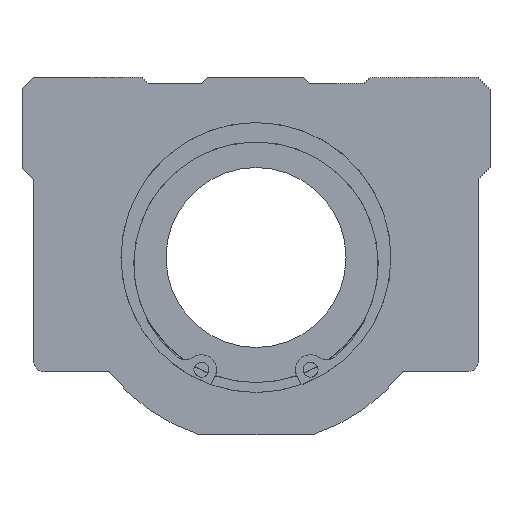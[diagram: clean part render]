
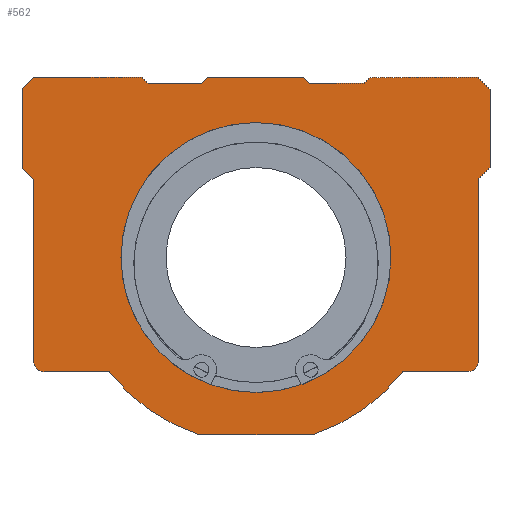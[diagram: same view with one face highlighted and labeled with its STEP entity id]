
A CAD part, left-side view. The second image highlights one B-rep face of the part: STEP entity #562.
In plain terms, the highlighted planar face has unit normal (-1, 0, 0).
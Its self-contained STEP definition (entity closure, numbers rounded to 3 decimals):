
#485=CIRCLE('',#4486,22.5);
#487=CIRCLE('',#4494,1.5);
#492=CIRCLE('',#4501,1.5);
#493=CIRCLE('',#4503,31.);
#494=CIRCLE('',#4504,31.);
#562=ADVANCED_FACE('',(#943,#944),#788,.F.);
#788=PLANE('',#4505);
#943=FACE_BOUND('',#1087,.T.);
#944=FACE_BOUND('',#1088,.T.);
#1087=EDGE_LOOP('',(#2300,#2301,#2302,#2303,#2304,#2305,#2306,#2307,#2308,
#2309,#2310,#2311,#2312,#2313,#2314,#2315,#2316,#2317,#2318,#2319,#2320,
#2321,#2322,#2323));
#1088=EDGE_LOOP('',(#2324));
#1323=LINE('',#5789,#1603);
#1359=LINE('',#6199,#1639);
#1376=LINE('',#6489,#1656);
#1378=LINE('',#6494,#1658);
#1384=LINE('',#6513,#1664);
#1386=LINE('',#6524,#1666);
#1413=LINE('',#6715,#1693);
#1419=LINE('',#6729,#1699);
#1422=LINE('',#6734,#1702);
#1425=LINE('',#6740,#1705);
#1426=LINE('',#6742,#1706);
#1438=LINE('',#6776,#1718);
#1439=LINE('',#6779,#1719);
#1440=LINE('',#6781,#1720);
#1441=LINE('',#6783,#1721);
#1442=LINE('',#6784,#1722);
#1443=LINE('',#6785,#1723);
#1444=LINE('',#6786,#1724);
#1445=LINE('',#6788,#1725);
#1446=LINE('',#6790,#1726);
#1603=VECTOR('',#4659,1.);
#1639=VECTOR('',#4697,1.);
#1656=VECTOR('',#4720,1.);
#1658=VECTOR('',#4724,1.);
#1664=VECTOR('',#4738,1.);
#1666=VECTOR('',#4748,1.);
#1693=VECTOR('',#4985,1.);
#1699=VECTOR('',#4993,1.);
#1702=VECTOR('',#4998,1.);
#1705=VECTOR('',#5003,1.);
#1706=VECTOR('',#5006,1.);
#1718=VECTOR('',#5042,1.);
#1719=VECTOR('',#5045,1.);
#1720=VECTOR('',#5046,1.);
#1721=VECTOR('',#5047,1.);
#1722=VECTOR('',#5048,1.);
#1723=VECTOR('',#5049,1.);
#1724=VECTOR('',#5050,1.);
#1725=VECTOR('',#5051,1.);
#1726=VECTOR('',#5052,1.);
#2300=ORIENTED_EDGE('',*,*,#3764,.F.);
#2301=ORIENTED_EDGE('',*,*,#3647,.F.);
#2302=ORIENTED_EDGE('',*,*,#3779,.F.);
#2303=ORIENTED_EDGE('',*,*,#3780,.F.);
#2304=ORIENTED_EDGE('',*,*,#3781,.F.);
#2305=ORIENTED_EDGE('',*,*,#3638,.F.);
#2306=ORIENTED_EDGE('',*,*,#3778,.F.);
#2307=ORIENTED_EDGE('',*,*,#3600,.F.);
#2308=ORIENTED_EDGE('',*,*,#3782,.F.);
#2309=ORIENTED_EDGE('',*,*,#3783,.F.);
#2310=ORIENTED_EDGE('',*,*,#3784,.F.);
#2311=ORIENTED_EDGE('',*,*,#3636,.F.);
#2312=ORIENTED_EDGE('',*,*,#3785,.F.);
#2313=ORIENTED_EDGE('',*,*,#3760,.F.);
#2314=ORIENTED_EDGE('',*,*,#3753,.F.);
#2315=ORIENTED_EDGE('',*,*,#3756,.F.);
#2316=ORIENTED_EDGE('',*,*,#3747,.F.);
#2317=ORIENTED_EDGE('',*,*,#3759,.F.);
#2318=ORIENTED_EDGE('',*,*,#3786,.F.);
#2319=ORIENTED_EDGE('',*,*,#3652,.F.);
#2320=ORIENTED_EDGE('',*,*,#3787,.F.);
#2321=ORIENTED_EDGE('',*,*,#3788,.F.);
#2322=ORIENTED_EDGE('',*,*,#3789,.F.);
#2323=ORIENTED_EDGE('',*,*,#3535,.F.);
#2324=ORIENTED_EDGE('',*,*,#3746,.T.);
#3140=VERTEX_POINT('',#5787);
#3142=VERTEX_POINT('',#5790);
#3204=VERTEX_POINT('',#6194);
#3206=VERTEX_POINT('',#6198);
#3240=VERTEX_POINT('',#6484);
#3242=VERTEX_POINT('',#6488);
#3243=VERTEX_POINT('',#6492);
#3245=VERTEX_POINT('',#6495);
#3251=VERTEX_POINT('',#6508);
#3253=VERTEX_POINT('',#6512);
#3257=VERTEX_POINT('',#6522);
#3259=VERTEX_POINT('',#6525);
#3317=VERTEX_POINT('',#6713);
#3318=VERTEX_POINT('',#6716);
#3319=VERTEX_POINT('',#6717);
#3324=VERTEX_POINT('',#6728);
#3325=VERTEX_POINT('',#6730);
#3327=VERTEX_POINT('',#6739);
#3328=VERTEX_POINT('',#6743);
#3337=VERTEX_POINT('',#6775);
#3338=VERTEX_POINT('',#6777);
#3339=VERTEX_POINT('',#6780);
#3340=VERTEX_POINT('',#6782);
#3341=VERTEX_POINT('',#6787);
#3342=VERTEX_POINT('',#6789);
#3535=EDGE_CURVE('',#3140,#3142,#1323,.T.);
#3600=EDGE_CURVE('',#3206,#3204,#1359,.T.);
#3636=EDGE_CURVE('',#3242,#3240,#1376,.T.);
#3638=EDGE_CURVE('',#3243,#3245,#1378,.T.);
#3647=EDGE_CURVE('',#3253,#3251,#1384,.T.);
#3652=EDGE_CURVE('',#3257,#3259,#1386,.T.);
#3746=EDGE_CURVE('',#3317,#3317,#485,.T.);
#3747=EDGE_CURVE('',#3318,#3319,#1413,.T.);
#3753=EDGE_CURVE('',#3324,#3325,#1419,.T.);
#3756=EDGE_CURVE('',#3319,#3324,#1422,.T.);
#3759=EDGE_CURVE('',#3327,#3318,#1425,.T.);
#3760=EDGE_CURVE('',#3325,#3328,#1426,.T.);
#3764=EDGE_CURVE('',#3251,#3140,#487,.T.);
#3778=EDGE_CURVE('',#3204,#3243,#492,.T.);
#3779=EDGE_CURVE('',#3337,#3253,#493,.T.);
#3780=EDGE_CURVE('',#3338,#3337,#1438,.T.);
#3781=EDGE_CURVE('',#3245,#3338,#494,.T.);
#3782=EDGE_CURVE('',#3339,#3206,#1439,.T.);
#3783=EDGE_CURVE('',#3340,#3339,#1440,.T.);
#3784=EDGE_CURVE('',#3240,#3340,#1441,.T.);
#3785=EDGE_CURVE('',#3328,#3242,#1442,.T.);
#3786=EDGE_CURVE('',#3259,#3327,#1443,.T.);
#3787=EDGE_CURVE('',#3341,#3257,#1444,.T.);
#3788=EDGE_CURVE('',#3342,#3341,#1445,.T.);
#3789=EDGE_CURVE('',#3142,#3342,#1446,.T.);
#4486=AXIS2_PLACEMENT_3D('',#6712,#4981,#4982);
#4494=AXIS2_PLACEMENT_3D('',#6749,#5013,#5014);
#4501=AXIS2_PLACEMENT_3D('',#6772,#5036,#5037);
#4503=AXIS2_PLACEMENT_3D('',#6774,#5040,#5041);
#4504=AXIS2_PLACEMENT_3D('',#6778,#5043,#5044);
#4505=AXIS2_PLACEMENT_3D('',#6791,#5053,#5054);
#4659=DIRECTION('',(0.,0.,1.));
#4697=DIRECTION('',(0.,0.,-1.));
#4720=DIRECTION('',(0.,-1.,0.));
#4724=DIRECTION('',(0.,1.,0.));
#4738=DIRECTION('',(0.,1.,0.));
#4748=DIRECTION('',(0.,-1.,0.));
#4981=DIRECTION('',(1.,0.,0.));
#4982=DIRECTION('',(0.,-1.,0.));
#4985=DIRECTION('',(0.,-0.707,0.707));
#4993=DIRECTION('',(0.,-0.707,-0.707));
#4998=DIRECTION('',(0.,-1.,0.));
#5003=DIRECTION('',(0.,-1.,0.));
#5006=DIRECTION('',(0.,-1.,0.));
#5013=DIRECTION('',(1.,0.,0.));
#5014=DIRECTION('',(0.,0.707,-0.707));
#5036=DIRECTION('',(1.,0.,0.));
#5037=DIRECTION('',(0.,-0.707,-0.707));
#5040=DIRECTION('',(1.,0.,0.));
#5041=DIRECTION('',(0.,0.,-1.));
#5042=DIRECTION('',(0.,1.,0.));
#5043=DIRECTION('',(1.,0.,0.));
#5044=DIRECTION('',(0.,0.,-1.));
#5045=DIRECTION('',(0.,0.707,-0.707));
#5046=DIRECTION('',(0.,0.,-1.));
#5047=DIRECTION('',(0.,-0.707,-0.707));
#5048=DIRECTION('',(0.,-0.707,0.707));
#5049=DIRECTION('',(0.,-0.707,-0.707));
#5050=DIRECTION('',(0.,-0.707,0.707));
#5051=DIRECTION('',(0.,0.,1.));
#5052=DIRECTION('',(0.,0.707,0.707));
#5053=DIRECTION('',(1.,0.,0.));
#5054=DIRECTION('',(0.,0.,-1.));
#5787=CARTESIAN_POINT('',(0.,37.,-17.5));
#5789=CARTESIAN_POINT('',(0.,37.,-17.));
#5790=CARTESIAN_POINT('',(0.,37.,13.));
#6194=CARTESIAN_POINT('',(0.,-37.,-17.5));
#6198=CARTESIAN_POINT('',(0.,-37.,13.));
#6199=CARTESIAN_POINT('',(0.,-37.,13.));
#6484=CARTESIAN_POINT('',(0.,-37.,30.));
#6488=CARTESIAN_POINT('',(0.,-19.,30.));
#6489=CARTESIAN_POINT('',(0.,-19.,30.));
#6492=CARTESIAN_POINT('',(0.,-35.5,-19.));
#6494=CARTESIAN_POINT('',(0.,0.,-19.));
#6495=CARTESIAN_POINT('',(0.,-24.495,-19.));
#6508=CARTESIAN_POINT('',(0.,35.5,-19.));
#6512=CARTESIAN_POINT('',(0.,24.495,-19.));
#6513=CARTESIAN_POINT('',(0.,0.,-19.));
#6522=CARTESIAN_POINT('',(0.,37.,30.));
#6524=CARTESIAN_POINT('',(0.,37.,30.));
#6525=CARTESIAN_POINT('',(0.,19.,30.));
#6712=CARTESIAN_POINT('',(0.,0.,0.));
#6713=CARTESIAN_POINT('',(0.,22.5,0.));
#6715=CARTESIAN_POINT('',(0.,9.,29.));
#6716=CARTESIAN_POINT('',(0.,9.,29.));
#6717=CARTESIAN_POINT('',(0.,8.,30.));
#6728=CARTESIAN_POINT('',(0.,-8.,30.));
#6729=CARTESIAN_POINT('',(0.,-8.,30.));
#6730=CARTESIAN_POINT('',(0.,-9.,29.));
#6734=CARTESIAN_POINT('',(0.,8.,30.));
#6739=CARTESIAN_POINT('',(0.,18.,29.));
#6740=CARTESIAN_POINT('',(0.,18.,29.));
#6742=CARTESIAN_POINT('',(0.,-9.,29.));
#6743=CARTESIAN_POINT('',(0.,-18.,29.));
#6749=CARTESIAN_POINT('',(0.,35.5,-17.5));
#6772=CARTESIAN_POINT('',(0.,-35.5,-17.5));
#6774=CARTESIAN_POINT('',(0.,0.,0.));
#6775=CARTESIAN_POINT('',(0.,9.526,-29.5));
#6776=CARTESIAN_POINT('',(0.,0.,-29.5));
#6777=CARTESIAN_POINT('',(0.,-9.526,-29.5));
#6778=CARTESIAN_POINT('',(0.,0.,0.));
#6779=CARTESIAN_POINT('',(0.,-39.,15.));
#6780=CARTESIAN_POINT('',(0.,-39.,15.));
#6781=CARTESIAN_POINT('',(0.,-39.,28.));
#6782=CARTESIAN_POINT('',(0.,-39.,28.));
#6783=CARTESIAN_POINT('',(0.,-37.,30.));
#6784=CARTESIAN_POINT('',(0.,-18.,29.));
#6785=CARTESIAN_POINT('',(0.,19.,30.));
#6786=CARTESIAN_POINT('',(0.,39.,28.));
#6787=CARTESIAN_POINT('',(0.,39.,28.));
#6788=CARTESIAN_POINT('',(0.,39.,15.));
#6789=CARTESIAN_POINT('',(0.,39.,15.));
#6790=CARTESIAN_POINT('',(0.,37.,13.));
#6791=CARTESIAN_POINT('',(0.,0.,3.997));
